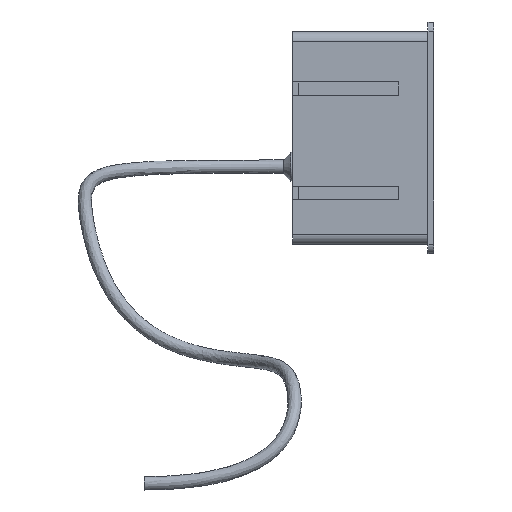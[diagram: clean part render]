
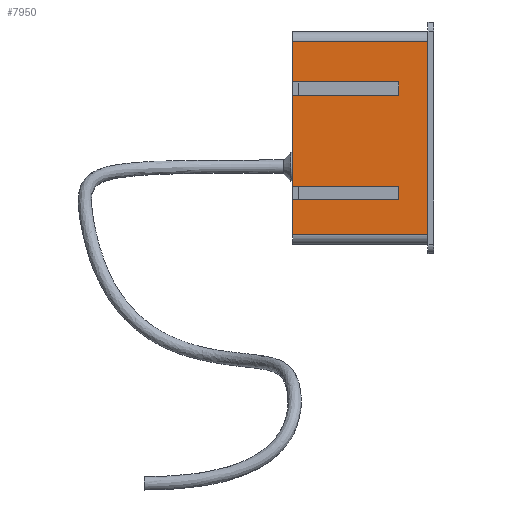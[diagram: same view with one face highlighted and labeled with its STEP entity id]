
A CAD part, left-side view. The second image highlights one B-rep face of the part: STEP entity #7950.
In plain terms, the highlighted planar face has unit normal (-1, 0, 0).
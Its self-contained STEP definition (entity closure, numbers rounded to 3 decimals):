
#363=PLANE('',#8546);
#742=FACE_OUTER_BOUND('',#1208,.T.);
#1208=EDGE_LOOP('',(#6616,#6617,#6618,#6619,#6620,#6621,#6622,#6623,#6624,
#6625,#6626,#6627));
#2153=LINE('',#12405,#3036);
#2156=LINE('',#12411,#3039);
#2157=LINE('',#12413,#3040);
#2158=LINE('',#12415,#3041);
#2159=LINE('',#12417,#3042);
#2160=LINE('',#12419,#3043);
#2161=LINE('',#12421,#3044);
#2162=LINE('',#12423,#3045);
#2163=LINE('',#12425,#3046);
#2164=LINE('',#12427,#3047);
#2165=LINE('',#12429,#3048);
#2166=LINE('',#12430,#3049);
#3036=VECTOR('',#10118,10.);
#3039=VECTOR('',#10123,10.);
#3040=VECTOR('',#10124,10.);
#3041=VECTOR('',#10125,10.);
#3042=VECTOR('',#10126,10.);
#3043=VECTOR('',#10127,10.);
#3044=VECTOR('',#10128,10.);
#3045=VECTOR('',#10129,10.);
#3046=VECTOR('',#10130,10.);
#3047=VECTOR('',#10131,10.);
#3048=VECTOR('',#10132,10.);
#3049=VECTOR('',#10133,10.);
#3834=VERTEX_POINT('',#12401);
#3836=VERTEX_POINT('',#12404);
#3838=VERTEX_POINT('',#12410);
#3839=VERTEX_POINT('',#12412);
#3840=VERTEX_POINT('',#12414);
#3841=VERTEX_POINT('',#12416);
#3842=VERTEX_POINT('',#12418);
#3843=VERTEX_POINT('',#12420);
#3844=VERTEX_POINT('',#12422);
#3845=VERTEX_POINT('',#12424);
#3846=VERTEX_POINT('',#12426);
#3847=VERTEX_POINT('',#12428);
#4814=EDGE_CURVE('',#3836,#3834,#2153,.T.);
#4817=EDGE_CURVE('',#3838,#3836,#2156,.T.);
#4818=EDGE_CURVE('',#3834,#3839,#2157,.T.);
#4819=EDGE_CURVE('',#3840,#3839,#2158,.T.);
#4820=EDGE_CURVE('',#3840,#3841,#2159,.T.);
#4821=EDGE_CURVE('',#3841,#3842,#2160,.T.);
#4822=EDGE_CURVE('',#3842,#3843,#2161,.T.);
#4823=EDGE_CURVE('',#3844,#3843,#2162,.T.);
#4824=EDGE_CURVE('',#3845,#3844,#2163,.T.);
#4825=EDGE_CURVE('',#3846,#3845,#2164,.T.);
#4826=EDGE_CURVE('',#3847,#3846,#2165,.T.);
#4827=EDGE_CURVE('',#3838,#3847,#2166,.T.);
#6616=ORIENTED_EDGE('',*,*,#4817,.T.);
#6617=ORIENTED_EDGE('',*,*,#4814,.T.);
#6618=ORIENTED_EDGE('',*,*,#4818,.T.);
#6619=ORIENTED_EDGE('',*,*,#4819,.F.);
#6620=ORIENTED_EDGE('',*,*,#4820,.T.);
#6621=ORIENTED_EDGE('',*,*,#4821,.T.);
#6622=ORIENTED_EDGE('',*,*,#4822,.T.);
#6623=ORIENTED_EDGE('',*,*,#4823,.F.);
#6624=ORIENTED_EDGE('',*,*,#4824,.F.);
#6625=ORIENTED_EDGE('',*,*,#4825,.F.);
#6626=ORIENTED_EDGE('',*,*,#4826,.F.);
#6627=ORIENTED_EDGE('',*,*,#4827,.F.);
#7950=ADVANCED_FACE('',(#742),#363,.T.);
#8546=AXIS2_PLACEMENT_3D('',#12409,#10121,#10122);
#10118=DIRECTION('',(0.,0.,-1.));
#10121=DIRECTION('center_axis',(-1.,0.,0.));
#10122=DIRECTION('ref_axis',(0.,0.,1.));
#10123=DIRECTION('',(0.,-1.,0.));
#10124=DIRECTION('',(0.,1.,0.));
#10125=DIRECTION('',(0.,0.,1.));
#10126=DIRECTION('',(0.,-1.,0.));
#10127=DIRECTION('',(0.,0.,-1.));
#10128=DIRECTION('',(0.,1.,0.));
#10129=DIRECTION('',(0.,0.,1.));
#10130=DIRECTION('',(0.,1.,0.));
#10131=DIRECTION('',(0.,0.,-1.));
#10132=DIRECTION('',(0.,-1.,0.));
#10133=DIRECTION('',(0.,0.,1.));
#12401=CARTESIAN_POINT('',(-112.5,18.,22.));
#12404=CARTESIAN_POINT('',(-112.5,18.,29.));
#12405=CARTESIAN_POINT('',(-112.5,18.,-14.75));
#12409=CARTESIAN_POINT('Origin',(-112.5,3.,-55.));
#12410=CARTESIAN_POINT('',(-112.5,73.,29.));
#12411=CARTESIAN_POINT('',(-112.5,36.5,29.));
#12412=CARTESIAN_POINT('',(-112.5,73.,22.));
#12413=CARTESIAN_POINT('',(-112.5,38.,22.));
#12414=CARTESIAN_POINT('',(-112.5,73.,-25.));
#12415=CARTESIAN_POINT('',(-112.5,73.,55.));
#12416=CARTESIAN_POINT('',(-112.5,18.,-25.));
#12417=CARTESIAN_POINT('',(-112.5,38.,-25.));
#12418=CARTESIAN_POINT('',(-112.5,18.,-32.));
#12419=CARTESIAN_POINT('',(-112.5,18.,-41.75));
#12420=CARTESIAN_POINT('',(-112.5,73.,-32.));
#12421=CARTESIAN_POINT('',(-112.5,38.,-32.));
#12422=CARTESIAN_POINT('',(-112.5,73.,-50.));
#12423=CARTESIAN_POINT('',(-112.5,73.,55.));
#12424=CARTESIAN_POINT('',(-112.5,3.,-50.));
#12425=CARTESIAN_POINT('',(-112.5,3.,-50.));
#12426=CARTESIAN_POINT('',(-112.5,3.,50.));
#12427=CARTESIAN_POINT('',(-112.5,3.,55.));
#12428=CARTESIAN_POINT('',(-112.5,73.,50.));
#12429=CARTESIAN_POINT('',(-112.5,3.,50.));
#12430=CARTESIAN_POINT('',(-112.5,73.,55.));
